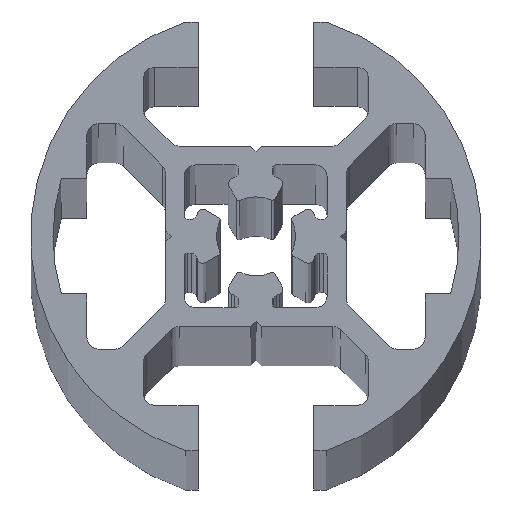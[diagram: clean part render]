
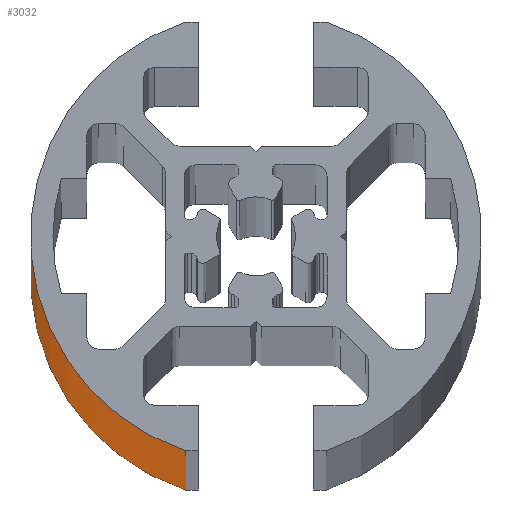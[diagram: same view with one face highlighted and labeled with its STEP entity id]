
A CAD part, top view. The second image highlights one B-rep face of the part: STEP entity #3032.
In plain terms, the highlighted cylindrical face has radius 20 mm (diameter 40 mm), a partial arc.
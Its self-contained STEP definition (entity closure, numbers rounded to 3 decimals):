
#210=FACE_OUTER_BOUND('',#364,.T.);
#364=EDGE_LOOP('',(#2377,#2378,#2379,#2380));
#622=LINE('',#4982,#926);
#623=LINE('',#4988,#927);
#926=VECTOR('',#4076,10.);
#927=VECTOR('',#4083,10.);
#1145=CIRCLE('',#3325,20.);
#1146=CIRCLE('',#3326,20.);
#1393=VERTEX_POINT('',#4975);
#1396=VERTEX_POINT('',#4980);
#1397=VERTEX_POINT('',#4984);
#1398=VERTEX_POINT('',#4986);
#1810=EDGE_CURVE('',#1393,#1396,#622,.T.);
#1811=EDGE_CURVE('',#1397,#1393,#1145,.T.);
#1812=EDGE_CURVE('',#1398,#1396,#1146,.T.);
#1813=EDGE_CURVE('',#1397,#1398,#623,.T.);
#2377=ORIENTED_EDGE('',*,*,#1811,.T.);
#2378=ORIENTED_EDGE('',*,*,#1810,.T.);
#2379=ORIENTED_EDGE('',*,*,#1812,.F.);
#2380=ORIENTED_EDGE('',*,*,#1813,.F.);
#2907=CYLINDRICAL_SURFACE('',#3324,20.);
#3032=ADVANCED_FACE('',(#210),#2907,.T.);
#3324=AXIS2_PLACEMENT_3D('',#4983,#4077,#4078);
#3325=AXIS2_PLACEMENT_3D('',#4985,#4079,#4080);
#3326=AXIS2_PLACEMENT_3D('',#4987,#4081,#4082);
#4076=DIRECTION('',(0.,0.,1.));
#4077=DIRECTION('center_axis',(0.,0.,1.));
#4078=DIRECTION('ref_axis',(-1.,0.,0.));
#4079=DIRECTION('center_axis',(0.,0.,1.));
#4080=DIRECTION('ref_axis',(-1.,0.,0.));
#4081=DIRECTION('center_axis',(0.,0.,1.));
#4082=DIRECTION('ref_axis',(-1.,0.,0.));
#4083=DIRECTION('',(0.,0.,1.));
#4975=CARTESIAN_POINT('',(-6.206,-18.961,5254.8));
#4980=CARTESIAN_POINT('',(-6.206,-18.961,7254.8));
#4982=CARTESIAN_POINT('',(-6.206,-18.961,5254.8));
#4983=CARTESIAN_POINT('Origin',(0.039,0.039,5254.8));
#4984=CARTESIAN_POINT('',(-6.206,19.039,5254.8));
#4985=CARTESIAN_POINT('Origin',(0.039,0.039,5254.8));
#4986=CARTESIAN_POINT('',(-6.206,19.039,7254.8));
#4987=CARTESIAN_POINT('Origin',(0.039,0.039,7254.8));
#4988=CARTESIAN_POINT('',(-6.206,19.039,5254.8));
